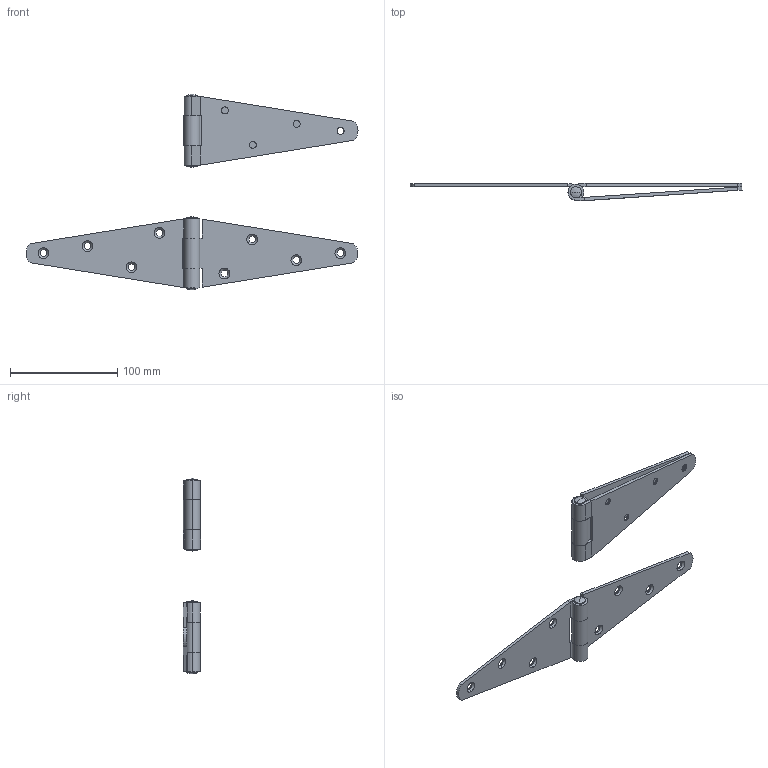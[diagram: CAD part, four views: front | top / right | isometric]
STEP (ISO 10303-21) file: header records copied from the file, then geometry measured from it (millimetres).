
FILE_DESCRIPTION (( 'STEP AP214' ), '1' );
FILE_NAME ('02055 Double Strap Hinge Zinc Plated 300mm.STEP', '2025-09-26T02:15:18', ( '' ), ( '' ), 'SwSTEP 2.0', 'SolidWorks 2025', '' );
FILE_SCHEMA (( 'AUTOMOTIVE_DESIGN' ));
Length unit declared in the file: millimetre
Products named in the file (4): 02055 Double Strap Hinge Zinc Plated 300mm; 2055 strap 1; Pin; 2055 strap 2
Assembly tree (6 placements, depth 2):
  02055 Double Strap Hinge Zinc Plated 300mm
    2055 strap 1  x2
    2055 strap 2  x2
    Pin  x2
Bounding box: 309.21 x 16.18 x 182 mm (x, y, z)
Volume: 90406.2 mm3; surface area: 66252.7 mm2
Topology: 6 solids, 6 shells, 180 faces, 460 edges, 296 vertices
Faces by surface type: cylinder 84, plane 56, cone 32, sphere 8
Entity records: 2931 total; most frequent: DIRECTION 536, CARTESIAN_POINT 477, ORIENTED_EDGE 460, EDGE_CURVE 230, AXIS2_PLACEMENT_3D 207, VERTEX_POINT 148, LINE 122, VECTOR 122
